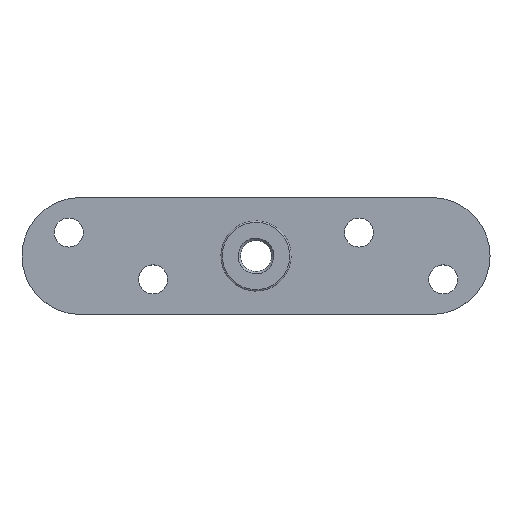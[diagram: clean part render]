
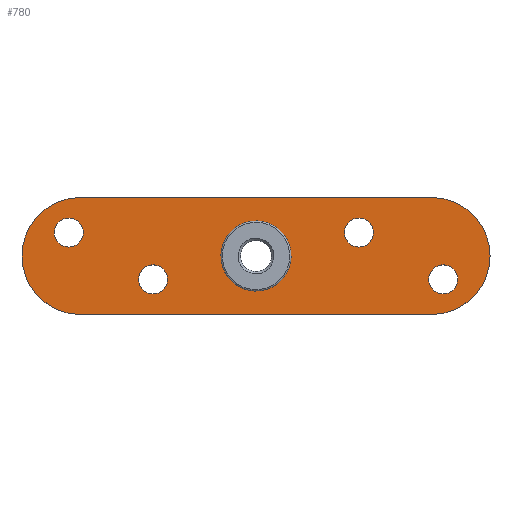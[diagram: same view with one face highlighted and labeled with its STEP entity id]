
A CAD part, top view. The second image highlights one B-rep face of the part: STEP entity #780.
In plain terms, the highlighted planar face has unit normal (0, 0, 1).
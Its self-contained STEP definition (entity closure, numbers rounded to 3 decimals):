
#31=FACE_BOUND('',#158,.T.);
#32=FACE_BOUND('',#159,.T.);
#33=FACE_BOUND('',#160,.T.);
#34=FACE_BOUND('',#161,.T.);
#35=FACE_BOUND('',#162,.T.);
#44=CIRCLE('',#880,3.1);
#45=CIRCLE('',#881,3.1);
#47=CIRCLE('',#884,3.1);
#48=CIRCLE('',#885,3.1);
#50=CIRCLE('',#888,3.1);
#51=CIRCLE('',#889,3.1);
#53=CIRCLE('',#892,3.1);
#54=CIRCLE('',#893,3.1);
#56=CIRCLE('',#896,12.5);
#58=CIRCLE('',#900,12.5);
#113=FACE_OUTER_BOUND('',#157,.T.);
#157=EDGE_LOOP('',(#573,#574,#575,#576));
#158=EDGE_LOOP('',(#577,#578,#579,#580,#581,#582));
#159=EDGE_LOOP('',(#583,#584));
#160=EDGE_LOOP('',(#585,#586));
#161=EDGE_LOOP('',(#587,#588));
#162=EDGE_LOOP('',(#589,#590));
#200=LINE('',#1226,#265);
#204=LINE('',#1234,#269);
#207=LINE('',#1240,#272);
#210=LINE('',#1246,#275);
#213=LINE('',#1252,#278);
#216=LINE('',#1257,#281);
#224=LINE('',#1302,#289);
#228=LINE('',#1313,#293);
#265=VECTOR('',#972,10.);
#269=VECTOR('',#978,10.);
#272=VECTOR('',#983,10.);
#275=VECTOR('',#988,10.);
#278=VECTOR('',#993,10.);
#281=VECTOR('',#998,10.);
#289=VECTOR('',#1046,10.);
#293=VECTOR('',#1058,10.);
#330=VERTEX_POINT('',#1224);
#331=VERTEX_POINT('',#1225);
#334=VERTEX_POINT('',#1233);
#336=VERTEX_POINT('',#1239);
#338=VERTEX_POINT('',#1245);
#340=VERTEX_POINT('',#1251);
#342=VERTEX_POINT('',#1260);
#343=VERTEX_POINT('',#1261);
#345=VERTEX_POINT('',#1268);
#346=VERTEX_POINT('',#1269);
#348=VERTEX_POINT('',#1276);
#349=VERTEX_POINT('',#1277);
#351=VERTEX_POINT('',#1284);
#352=VERTEX_POINT('',#1285);
#354=VERTEX_POINT('',#1292);
#355=VERTEX_POINT('',#1293);
#358=VERTEX_POINT('',#1301);
#360=VERTEX_POINT('',#1307);
#402=EDGE_CURVE('',#330,#331,#200,.T.);
#406=EDGE_CURVE('',#331,#334,#204,.T.);
#409=EDGE_CURVE('',#334,#336,#207,.T.);
#412=EDGE_CURVE('',#336,#338,#210,.T.);
#415=EDGE_CURVE('',#338,#340,#213,.T.);
#418=EDGE_CURVE('',#340,#330,#216,.T.);
#420=EDGE_CURVE('',#342,#343,#44,.T.);
#421=EDGE_CURVE('',#343,#342,#45,.T.);
#424=EDGE_CURVE('',#345,#346,#47,.T.);
#425=EDGE_CURVE('',#346,#345,#48,.T.);
#428=EDGE_CURVE('',#348,#349,#50,.T.);
#429=EDGE_CURVE('',#349,#348,#51,.T.);
#432=EDGE_CURVE('',#351,#352,#53,.T.);
#433=EDGE_CURVE('',#352,#351,#54,.T.);
#436=EDGE_CURVE('',#354,#355,#56,.T.);
#440=EDGE_CURVE('',#355,#358,#224,.T.);
#443=EDGE_CURVE('',#358,#360,#58,.T.);
#446=EDGE_CURVE('',#360,#354,#228,.T.);
#573=ORIENTED_EDGE('',*,*,#436,.F.);
#574=ORIENTED_EDGE('',*,*,#446,.F.);
#575=ORIENTED_EDGE('',*,*,#443,.F.);
#576=ORIENTED_EDGE('',*,*,#440,.F.);
#577=ORIENTED_EDGE('',*,*,#412,.T.);
#578=ORIENTED_EDGE('',*,*,#415,.T.);
#579=ORIENTED_EDGE('',*,*,#418,.T.);
#580=ORIENTED_EDGE('',*,*,#402,.T.);
#581=ORIENTED_EDGE('',*,*,#406,.T.);
#582=ORIENTED_EDGE('',*,*,#409,.T.);
#583=ORIENTED_EDGE('',*,*,#420,.T.);
#584=ORIENTED_EDGE('',*,*,#421,.T.);
#585=ORIENTED_EDGE('',*,*,#424,.T.);
#586=ORIENTED_EDGE('',*,*,#425,.T.);
#587=ORIENTED_EDGE('',*,*,#428,.T.);
#588=ORIENTED_EDGE('',*,*,#429,.T.);
#589=ORIENTED_EDGE('',*,*,#432,.T.);
#590=ORIENTED_EDGE('',*,*,#433,.T.);
#743=PLANE('',#903);
#780=ADVANCED_FACE('',(#113,#31,#32,#33,#34,#35),#743,.T.);
#880=AXIS2_PLACEMENT_3D('',#1262,#1002,#1003);
#881=AXIS2_PLACEMENT_3D('',#1263,#1004,#1005);
#884=AXIS2_PLACEMENT_3D('',#1270,#1011,#1012);
#885=AXIS2_PLACEMENT_3D('',#1271,#1013,#1014);
#888=AXIS2_PLACEMENT_3D('',#1278,#1020,#1021);
#889=AXIS2_PLACEMENT_3D('',#1279,#1022,#1023);
#892=AXIS2_PLACEMENT_3D('',#1286,#1029,#1030);
#893=AXIS2_PLACEMENT_3D('',#1287,#1031,#1032);
#896=AXIS2_PLACEMENT_3D('',#1294,#1038,#1039);
#900=AXIS2_PLACEMENT_3D('',#1308,#1051,#1052);
#903=AXIS2_PLACEMENT_3D('',#1315,#1060,#1061);
#972=DIRECTION('',(1.,0.,0.));
#978=DIRECTION('',(0.5,-0.866,0.));
#983=DIRECTION('',(-0.5,-0.866,0.));
#988=DIRECTION('',(-1.,0.,0.));
#993=DIRECTION('',(-0.5,0.866,0.));
#998=DIRECTION('',(0.5,0.866,0.));
#1002=DIRECTION('center_axis',(0.,0.,-1.));
#1003=DIRECTION('ref_axis',(1.,0.,0.));
#1004=DIRECTION('center_axis',(0.,0.,-1.));
#1005=DIRECTION('ref_axis',(1.,0.,0.));
#1011=DIRECTION('center_axis',(0.,0.,-1.));
#1012=DIRECTION('ref_axis',(1.,0.,0.));
#1013=DIRECTION('center_axis',(0.,0.,-1.));
#1014=DIRECTION('ref_axis',(1.,0.,0.));
#1020=DIRECTION('center_axis',(0.,0.,-1.));
#1021=DIRECTION('ref_axis',(1.,0.,0.));
#1022=DIRECTION('center_axis',(0.,0.,-1.));
#1023=DIRECTION('ref_axis',(1.,0.,0.));
#1029=DIRECTION('center_axis',(0.,0.,-1.));
#1030=DIRECTION('ref_axis',(1.,0.,0.));
#1031=DIRECTION('center_axis',(0.,0.,-1.));
#1032=DIRECTION('ref_axis',(1.,0.,0.));
#1038=DIRECTION('center_axis',(0.,0.,-1.));
#1039=DIRECTION('ref_axis',(0.,1.,0.));
#1046=DIRECTION('',(-1.,0.,0.));
#1051=DIRECTION('center_axis',(0.,0.,-1.));
#1052=DIRECTION('ref_axis',(0.,-1.,0.));
#1058=DIRECTION('',(1.,0.,0.));
#1060=DIRECTION('center_axis',(0.,0.,1.));
#1061=DIRECTION('ref_axis',(1.,0.,0.));
#1224=CARTESIAN_POINT('',(-3.262,5.65,2.5));
#1225=CARTESIAN_POINT('',(3.262,5.65,2.5));
#1226=CARTESIAN_POINT('',(1.631,5.65,2.5));
#1233=CARTESIAN_POINT('',(6.524,0.,2.5));
#1234=CARTESIAN_POINT('',(5.709,1.412,2.5));
#1239=CARTESIAN_POINT('',(3.262,-5.65,2.5));
#1240=CARTESIAN_POINT('',(4.078,-4.237,2.5));
#1245=CARTESIAN_POINT('',(-3.262,-5.65,2.5));
#1246=CARTESIAN_POINT('',(-1.631,-5.65,2.5));
#1251=CARTESIAN_POINT('',(-6.524,0.,2.5));
#1252=CARTESIAN_POINT('',(-5.709,-1.413,2.5));
#1257=CARTESIAN_POINT('',(-4.078,4.238,2.5));
#1260=CARTESIAN_POINT('',(-36.9,5.,2.5));
#1261=CARTESIAN_POINT('',(-43.1,5.,2.5));
#1262=CARTESIAN_POINT('Origin',(-40.,5.,2.5));
#1263=CARTESIAN_POINT('Origin',(-40.,5.,2.5));
#1268=CARTESIAN_POINT('',(-18.9,-5.,2.5));
#1269=CARTESIAN_POINT('',(-25.1,-5.,2.5));
#1270=CARTESIAN_POINT('Origin',(-22.,-5.,2.5));
#1271=CARTESIAN_POINT('Origin',(-22.,-5.,2.5));
#1276=CARTESIAN_POINT('',(25.1,5.,2.5));
#1277=CARTESIAN_POINT('',(18.9,5.,2.5));
#1278=CARTESIAN_POINT('Origin',(22.,5.,2.5));
#1279=CARTESIAN_POINT('Origin',(22.,5.,2.5));
#1284=CARTESIAN_POINT('',(43.1,-5.,2.5));
#1285=CARTESIAN_POINT('',(36.9,-5.,2.5));
#1286=CARTESIAN_POINT('Origin',(40.,-5.,2.5));
#1287=CARTESIAN_POINT('Origin',(40.,-5.,2.5));
#1292=CARTESIAN_POINT('',(37.5,12.5,2.5));
#1293=CARTESIAN_POINT('',(37.5,-12.5,2.5));
#1294=CARTESIAN_POINT('Origin',(37.5,0.,2.5));
#1301=CARTESIAN_POINT('',(-37.5,-12.5,2.5));
#1302=CARTESIAN_POINT('',(37.5,-12.5,2.5));
#1307=CARTESIAN_POINT('',(-37.5,12.5,2.5));
#1308=CARTESIAN_POINT('Origin',(-37.5,0.,
2.5));
#1313=CARTESIAN_POINT('',(-37.5,12.5,2.5));
#1315=CARTESIAN_POINT('Origin',(0.,0.,
2.5));
